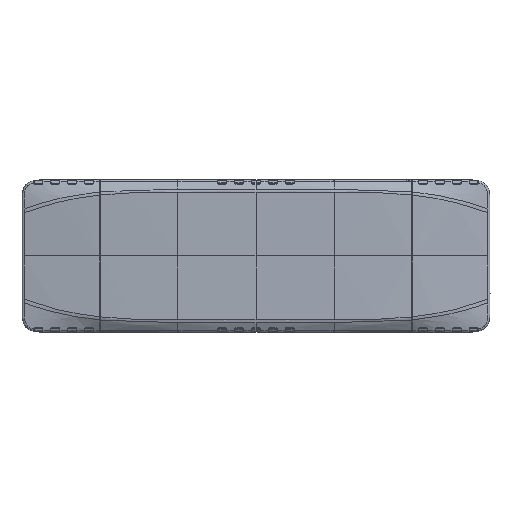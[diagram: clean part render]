
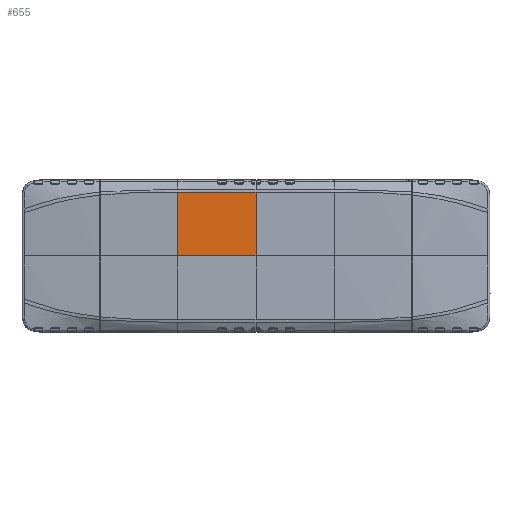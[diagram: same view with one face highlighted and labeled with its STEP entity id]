
A CAD part, top view. The second image highlights one B-rep face of the part: STEP entity #655.
In plain terms, the highlighted free-form (B-spline) face has degree [4, 1] with [5, 2] control points.
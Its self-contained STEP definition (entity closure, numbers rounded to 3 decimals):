
#655=ADVANCED_FACE('',(#1452),#12745,.T.);
#1452=FACE_OUTER_BOUND('',#2255,.T.);
#2255=EDGE_LOOP('',(#5121,#5122,#5123,#5124));
#5121=ORIENTED_EDGE('',*,*,#8793,.T.);
#5122=ORIENTED_EDGE('',*,*,#8718,.T.);
#5123=ORIENTED_EDGE('',*,*,#8188,.T.);
#5124=ORIENTED_EDGE('',*,*,#8189,.T.);
#8188=EDGE_CURVE('',#11967,#11968,#10314,.T.);
#8189=EDGE_CURVE('',#11968,#11965,#10315,.T.);
#8718=EDGE_CURVE('',#11966,#11967,#10810,.T.);
#8793=EDGE_CURVE('',#11965,#11966,#10885,.T.);
#10314=B_SPLINE_CURVE_WITH_KNOTS('',4,(#53133,#53134,#53135,#53136,#53137),
 .UNSPECIFIED.,.F.,.F.,(5,5),(0.,23.012),.UNSPECIFIED.);
#10315=B_SPLINE_CURVE_WITH_KNOTS('',1,(#53138,#53139),.UNSPECIFIED.,.F.,
 .F.,(2,2),(0.,18.723),.UNSPECIFIED.);
#10810=B_SPLINE_CURVE_WITH_KNOTS('',1,(#56409,#56410),.UNSPECIFIED.,.F.,
 .F.,(2,2),(-18.723,0.),.UNSPECIFIED.);
#10885=B_SPLINE_CURVE_WITH_KNOTS('',3,(#56891,#56892,#56893,#56894,#56895,
#56896,#56897),.UNSPECIFIED.,.F.,.F.,(4,3,4),(-23.012,-8.809,
0.),.UNSPECIFIED.);
#11965=VERTEX_POINT('',#50361);
#11966=VERTEX_POINT('',#50362);
#11967=VERTEX_POINT('',#50363);
#11968=VERTEX_POINT('',#50364);
#12745=B_SPLINE_SURFACE_WITH_KNOTS('',4,1,((#42471,#42472),(#42473,#42474),
(#42475,#42476),(#42477,#42478),(#42479,#42480)),.UNSPECIFIED.,.F.,.F.,
 .F.,(5,5),(2,2),(0.,23.012),(0.,18.723),
 .UNSPECIFIED.);
#42471=CARTESIAN_POINT('',(-23.011,0.,27.847));
#42472=CARTESIAN_POINT('',(-23.011,18.723,27.847));
#42473=CARTESIAN_POINT('',(-16.875,0.,27.942));
#42474=CARTESIAN_POINT('',(-16.875,18.723,27.942));
#42475=CARTESIAN_POINT('',(-9.688,0.,27.995));
#42476=CARTESIAN_POINT('',(-9.688,18.723,27.995));
#42477=CARTESIAN_POINT('',(-4.603,0.,27.995));
#42478=CARTESIAN_POINT('',(-4.603,18.723,27.995));
#42479=CARTESIAN_POINT('',(0.,0.,27.995));
#42480=CARTESIAN_POINT('',(0.,18.723,27.995));
#50361=CARTESIAN_POINT('',(0.,18.723,27.995));
#50362=CARTESIAN_POINT('',(-23.011,18.723,27.847));
#50363=CARTESIAN_POINT('',(-23.011,0.,27.847));
#50364=CARTESIAN_POINT('',(0.,0.,27.995));
#53133=CARTESIAN_POINT('',(-23.011,0.,27.847));
#53134=CARTESIAN_POINT('',(-16.875,0.,27.942));
#53135=CARTESIAN_POINT('',(-9.688,0.,27.995));
#53136=CARTESIAN_POINT('',(-4.603,0.,27.995));
#53137=CARTESIAN_POINT('',(0.,0.,27.995));
#53138=CARTESIAN_POINT('',(0.,0.,27.995));
#53139=CARTESIAN_POINT('',(0.,18.723,27.995));
#56409=CARTESIAN_POINT('',(-23.011,18.723,27.847));
#56410=CARTESIAN_POINT('',(-23.011,0.,27.847));
#56891=CARTESIAN_POINT('',(0.,18.723,27.995));
#56892=CARTESIAN_POINT('',(-4.734,18.722,27.995));
#56893=CARTESIAN_POINT('',(-9.469,18.723,27.985));
#56894=CARTESIAN_POINT('',(-14.203,18.723,27.948));
#56895=CARTESIAN_POINT('',(-17.139,18.723,27.924));
#56896=CARTESIAN_POINT('',(-20.075,18.723,27.892));
#56897=CARTESIAN_POINT('',(-23.011,18.723,27.847));
